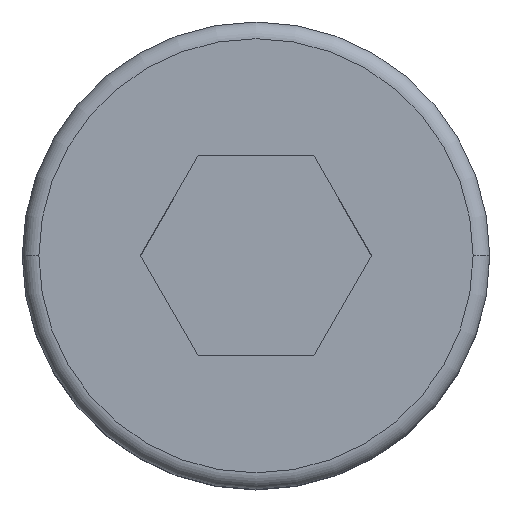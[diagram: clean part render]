
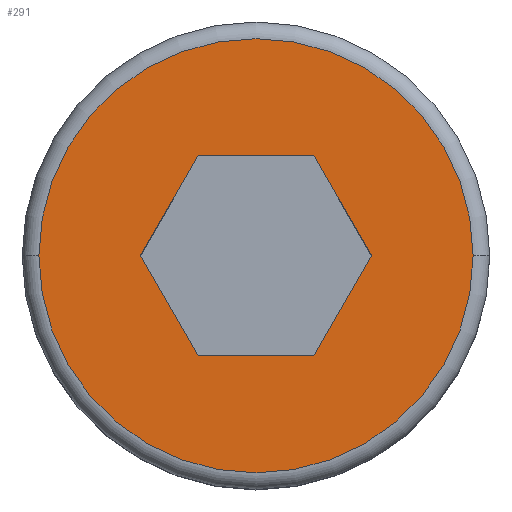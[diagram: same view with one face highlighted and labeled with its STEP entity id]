
A CAD part, top view. The second image highlights one B-rep face of the part: STEP entity #291.
In plain terms, the highlighted planar face has unit normal (0, 0, 1).
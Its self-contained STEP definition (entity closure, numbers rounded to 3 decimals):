
#9 = ORIENTED_EDGE ( 'NONE', *, *, #114, .F. ) ;
#13 = CIRCLE ( 'NONE', #132, 3.25 ) ;
#23 = CARTESIAN_POINT ( 'NONE',  ( 1.732, 0., 4. ) ) ;
#29 = CARTESIAN_POINT ( 'NONE',  ( -0.866, 1.5, 4. ) ) ;
#47 = CARTESIAN_POINT ( 'NONE',  ( 1.732, 0., 4. ) ) ;
#52 = VERTEX_POINT ( 'NONE', #395 ) ;
#54 = EDGE_CURVE ( 'NONE', #281, #52, #228, .T. ) ;
#61 = CARTESIAN_POINT ( 'NONE',  ( 0.866, 1.5, 4. ) ) ;
#65 = CARTESIAN_POINT ( 'NONE',  ( 0., 0., 4. ) ) ;
#69 = CARTESIAN_POINT ( 'NONE',  ( -0.866, 1.5, 4. ) ) ;
#85 = CARTESIAN_POINT ( 'NONE',  ( 0., 0., 4. ) ) ;
#86 = EDGE_CURVE ( 'NONE', #52, #281, #13, .T. ) ;
#107 = EDGE_CURVE ( 'NONE', #438, #421, #149, .T. ) ;
#114 = EDGE_CURVE ( 'NONE', #481, #528, #195, .T. ) ;
#125 = ORIENTED_EDGE ( 'NONE', *, *, #590, .F. ) ;
#132 = AXIS2_PLACEMENT_3D ( 'NONE', #65, #292, #142 ) ;
#137 = AXIS2_PLACEMENT_3D ( 'NONE', #85, #159, #610 ) ;
#142 = DIRECTION ( 'NONE',  ( 1., 0., 0. ) ) ;
#149 = LINE ( 'NONE', #542, #482 ) ;
#159 = DIRECTION ( 'NONE',  ( 0., 0., 1. ) ) ;
#171 = CARTESIAN_POINT ( 'NONE',  ( -1.732, 0., 4. ) ) ;
#174 = EDGE_CURVE ( 'NONE', #304, #438, #238, .T. ) ;
#179 = EDGE_CURVE ( 'NONE', #184, #304, #491, .T. ) ;
#184 = VERTEX_POINT ( 'NONE', #29 ) ;
#193 = CARTESIAN_POINT ( 'NONE',  ( -1.732, 0., 4. ) ) ;
#195 = LINE ( 'NONE', #23, #427 ) ;
#210 = VECTOR ( 'NONE', #387, 1000. ) ;
#217 = CARTESIAN_POINT ( 'NONE',  ( 0.866, -1.5, 4. ) ) ;
#228 = CIRCLE ( 'NONE', #472, 3.25 ) ;
#238 = LINE ( 'NONE', #193, #210 ) ;
#241 = DIRECTION ( 'NONE',  ( -1., 0., 0. ) ) ;
#242 = DIRECTION ( 'NONE',  ( 1., 0., 0. ) ) ;
#274 = EDGE_LOOP ( 'NONE', ( #9, #567, #531, #585, #431, #125 ) ) ;
#275 = CARTESIAN_POINT ( 'NONE',  ( -0.866, -1.5, 4. ) ) ;
#279 = ORIENTED_EDGE ( 'NONE', *, *, #54, .T. ) ;
#281 = VERTEX_POINT ( 'NONE', #308 ) ;
#291 = ADVANCED_FACE ( 'NONE', ( #559, #452 ), #448, .T. ) ;
#292 = DIRECTION ( 'NONE',  ( 0., 0., 1. ) ) ;
#304 = VERTEX_POINT ( 'NONE', #171 ) ;
#308 = CARTESIAN_POINT ( 'NONE',  ( -3.25, 0., 4. ) ) ;
#317 = EDGE_CURVE ( 'NONE', #421, #481, #614, .T. ) ;
#338 = EDGE_LOOP ( 'NONE', ( #393, #279 ) ) ;
#384 = CARTESIAN_POINT ( 'NONE',  ( 0., 0., 4. ) ) ;
#387 = DIRECTION ( 'NONE',  ( 0.5, -0.866, 0. ) ) ;
#393 = ORIENTED_EDGE ( 'NONE', *, *, #86, .T. ) ;
#395 = CARTESIAN_POINT ( 'NONE',  ( 3.25, 0., 4. ) ) ;
#410 = DIRECTION ( 'NONE',  ( 0.5, 0.866, 0. ) ) ;
#421 = VERTEX_POINT ( 'NONE', #568 ) ;
#427 = VECTOR ( 'NONE', #480, 1000. ) ;
#430 = DIRECTION ( 'NONE',  ( 0., 0., 1. ) ) ;
#431 = ORIENTED_EDGE ( 'NONE', *, *, #179, .F. ) ;
#438 = VERTEX_POINT ( 'NONE', #275 ) ;
#442 = DIRECTION ( 'NONE',  ( -0.5, -0.866, 0. ) ) ;
#448 = PLANE ( 'NONE',  #137 ) ;
#452 = FACE_OUTER_BOUND ( 'NONE', #338, .T. ) ;
#472 = AXIS2_PLACEMENT_3D ( 'NONE', #384, #430, #538 ) ;
#480 = DIRECTION ( 'NONE',  ( -0.5, 0.866, 0. ) ) ;
#481 = VERTEX_POINT ( 'NONE', #47 ) ;
#482 = VECTOR ( 'NONE', #242, 1000. ) ;
#491 = LINE ( 'NONE', #69, #613 ) ;
#511 = VECTOR ( 'NONE', #410, 1000. ) ;
#527 = VECTOR ( 'NONE', #241, 1000. ) ;
#528 = VERTEX_POINT ( 'NONE', #593 ) ;
#529 = LINE ( 'NONE', #61, #527 ) ;
#531 = ORIENTED_EDGE ( 'NONE', *, *, #107, .F. ) ;
#538 = DIRECTION ( 'NONE',  ( 1., 0., 0. ) ) ;
#542 = CARTESIAN_POINT ( 'NONE',  ( -0.866, -1.5, 4. ) ) ;
#559 = FACE_BOUND ( 'NONE', #274, .T. ) ;
#567 = ORIENTED_EDGE ( 'NONE', *, *, #317, .F. ) ;
#568 = CARTESIAN_POINT ( 'NONE',  ( 0.866, -1.5, 4. ) ) ;
#585 = ORIENTED_EDGE ( 'NONE', *, *, #174, .F. ) ;
#590 = EDGE_CURVE ( 'NONE', #528, #184, #529, .T. ) ;
#593 = CARTESIAN_POINT ( 'NONE',  ( 0.866, 1.5, 4. ) ) ;
#610 = DIRECTION ( 'NONE',  ( 1., 0., 0. ) ) ;
#613 = VECTOR ( 'NONE', #442, 1000. ) ;
#614 = LINE ( 'NONE', #217, #511 ) ;
